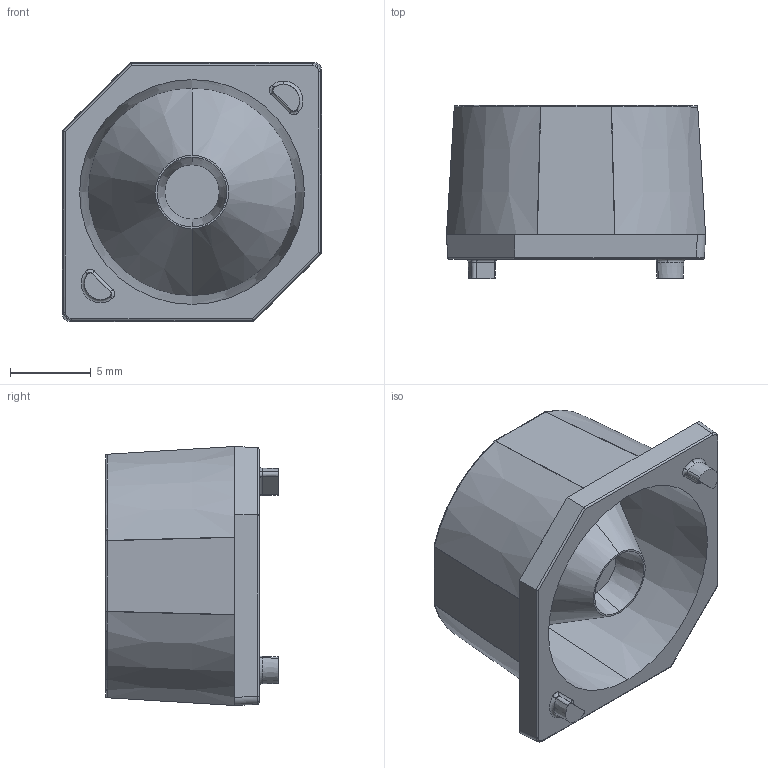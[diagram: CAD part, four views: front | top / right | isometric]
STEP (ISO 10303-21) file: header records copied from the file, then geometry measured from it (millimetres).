
FILE_DESCRIPTION (( 'STEP AP203' ), '1' );
FILE_NAME ('ÀÌÒ-ART-16õ16-3535-16 Ãàáàðèòíàÿ ìîäåëü.STEP', '2023-02-03T13:24:46', ( 'Usr' ), ( '' ), 'SwSTEP 2.0', 'SolidWorks 2019', '' );
FILE_SCHEMA (( 'CONFIG_CONTROL_DESIGN' ));
Length unit declared in the file: millimetre
Products named in the file (1): ÀÌÒ-ART-16õ16-3535-16 Ãàáàðèòíàÿ ìîäåëü
Bounding box: 16 x 10.68 x 16 mm (x, y, z)
Volume: 1207.1 mm3; surface area: 1408.6 mm2
Topology: 1 solids, 1 shells, 99 faces, 229 edges, 130 vertices
Faces by surface type: bspline 36, plane 26, cone 14, cylinder 14, torus 9
Entity records: 3521 total; most frequent: CARTESIAN_POINT 1533, ORIENTED_EDGE 442, DIRECTION 332, EDGE_CURVE 221, AXIS2_PLACEMENT_3D 137, VERTEX_POINT 130, EDGE_LOOP 105, ADVANCED_FACE 99
